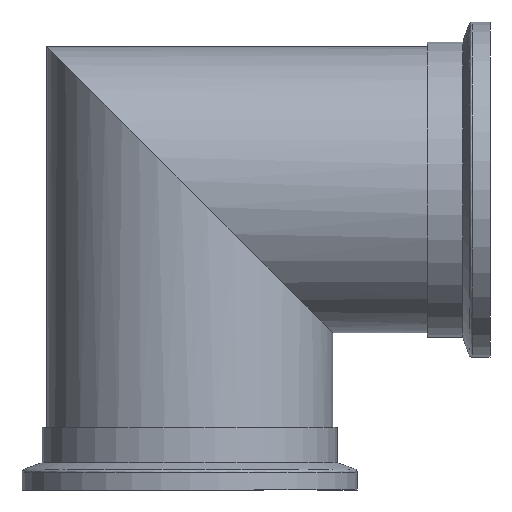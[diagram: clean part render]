
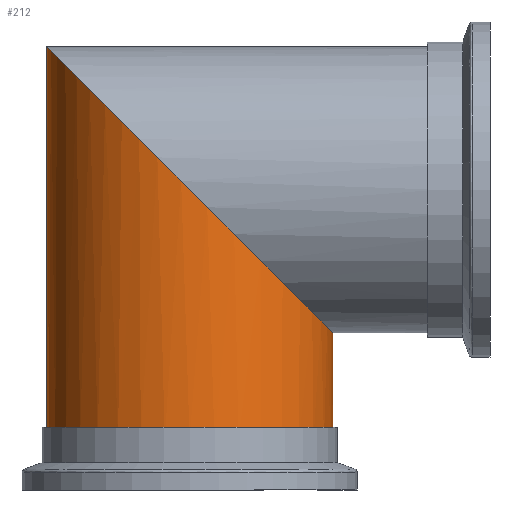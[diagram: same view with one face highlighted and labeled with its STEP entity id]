
A CAD part, front view. The second image highlights one B-rep face of the part: STEP entity #212.
In plain terms, the highlighted cylindrical face has radius 57.15 mm (diameter 114.3 mm), a partial arc.
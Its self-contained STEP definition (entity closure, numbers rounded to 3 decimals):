
#212=ADVANCED_FACE('',(#500),#499,.T.);
#499=CYLINDRICAL_SURFACE('',#908,57.15);
#500=FACE_OUTER_BOUND('',#909,.T.);
#905=CARTESIAN_POINT('',(-100.05,0.,-100.05));
#906=DIRECTION('',(0.,0.,-1.));
#907=DIRECTION('',(-1.,0.,0.));
#908=AXIS2_PLACEMENT_3D('',#905,#906,#907);
#909=EDGE_LOOP('',(#1178,#1179,#1180,#1181));
#1178=ORIENTED_EDGE('',*,*,#1304,.F.);
#1179=ORIENTED_EDGE('',*,*,#1312,.T.);
#1180=ORIENTED_EDGE('',*,*,#1309,.F.);
#1181=ORIENTED_EDGE('',*,*,#1313,.F.);
#1304=EDGE_CURVE('',#1654,#1655,#1656,.T.);
#1309=EDGE_CURVE('',#1683,#1682,#1690,.T.);
#1312=EDGE_CURVE('',#1654,#1682,#1710,.T.);
#1313=EDGE_CURVE('',#1655,#1683,#1716,.T.);
#1654=VERTEX_POINT('',#2140);
#1655=VERTEX_POINT('',#2141);
#1656=(BOUNDED_CURVE() B_SPLINE_CURVE(2,(#2142,#2143,#2144,#2145,#2146),.UNSPECIFIED.,.F.,.F.) B_SPLINE_CURVE_WITH_KNOTS((3,2,3),(0.,1.571,3.142),.UNSPECIFIED.) CURVE() GEOMETRIC_REPRESENTATION_ITEM() RATIONAL_B_SPLINE_CURVE((1.,0.707,1.,0.707,1.)) REPRESENTATION_ITEM('') );
#1682=VERTEX_POINT('',#2164);
#1683=VERTEX_POINT('',#2165);
#1690=CIRCLE('',#2173,57.15);
#1710=(BOUNDED_CURVE() B_SPLINE_CURVE(1,(#2184,#2185),.UNSPECIFIED.,.F.,.F.) B_SPLINE_CURVE_WITH_KNOTS((2,2),(0.056,0.944),.UNSPECIFIED.) CURVE() GEOMETRIC_REPRESENTATION_ITEM() RATIONAL_B_SPLINE_CURVE((1.,1.)) REPRESENTATION_ITEM('') );
#1716=(BOUNDED_CURVE() B_SPLINE_CURVE(1,(#2186,#2187),.UNSPECIFIED.,.F.,.F.) B_SPLINE_CURVE_WITH_KNOTS((2,2),(0.701,0.944),.UNSPECIFIED.) CURVE() GEOMETRIC_REPRESENTATION_ITEM() RATIONAL_B_SPLINE_CURVE((0.75,0.75)) REPRESENTATION_ITEM('') );
#2140=CARTESIAN_POINT('',(-157.2,0.,57.15));
#2141=CARTESIAN_POINT('',(-42.9,0.,-57.15));
#2142=CARTESIAN_POINT('',(-157.2,0.,57.15));
#2143=CARTESIAN_POINT('',(-157.2,-57.15,57.15));
#2144=CARTESIAN_POINT('',(-100.05,-57.15,0.));
#2145=CARTESIAN_POINT('',(-42.9,-57.15,-57.15));
#2146=CARTESIAN_POINT('',(-42.9,0.,-57.15));
#2164=CARTESIAN_POINT('',(-157.2,0.,-100.05));
#2165=CARTESIAN_POINT('',(-42.9,0.,-100.05));
#2170=CARTESIAN_POINT('',(-100.05,0.,-100.05));
#2171=DIRECTION('',(0.,0.,-1.));
#2172=DIRECTION('',(-1.,0.,0.));
#2173=AXIS2_PLACEMENT_3D('',#2170,#2171,#2172);
#2184=CARTESIAN_POINT('',(-157.2,0.,57.15));
#2185=CARTESIAN_POINT('',(-157.2,0.,-100.05));
#2186=CARTESIAN_POINT('',(-42.9,0.,-57.15));
#2187=CARTESIAN_POINT('',(-42.9,0.,-100.05));
